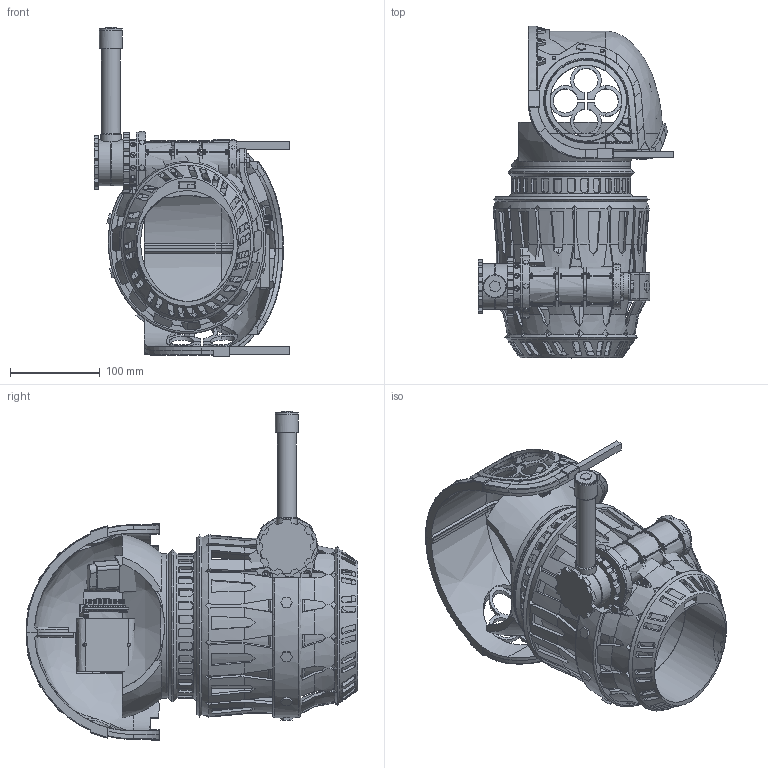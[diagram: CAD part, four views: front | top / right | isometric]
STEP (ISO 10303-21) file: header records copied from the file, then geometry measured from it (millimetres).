
FILE_DESCRIPTION(('FreeCAD Model'),'2;1');
FILE_NAME('Open CASCADE Shape Model','2025-05-03T20:55:04',('FreeCAD'),( 'FreeCAD'),'Open CASCADE STEP processor 7.6','FreeCAD','Unknown');
FILE_SCHEMA(('AUTOMOTIVE_DESIGN { 1 0 10303 214 1 1 1 1 }'));
Products named in the file (1): Open CASCADE STEP translator 7.6 1
Bounding box: 217.47 x 369.07 x 366.31 mm (x, y, z)
Volume: 1512335.6 mm3; surface area: 796220 mm2
Topology: 159 solids, 161 shells, 4890 faces, 12914 edges, 8322 vertices
Faces by surface type: bspline 4890
Entity records: 213383 total; most frequent: CARTESIAN_POINT 135546, ORIENTED_EDGE 25816, EDGE_CURVE 12908, B_SPLINE_CURVE_WITH_KNOTS 10959, VERTEX_POINT 8322, FACE_BOUND 5287, EDGE_LOOP 5287, ADVANCED_FACE 4890
